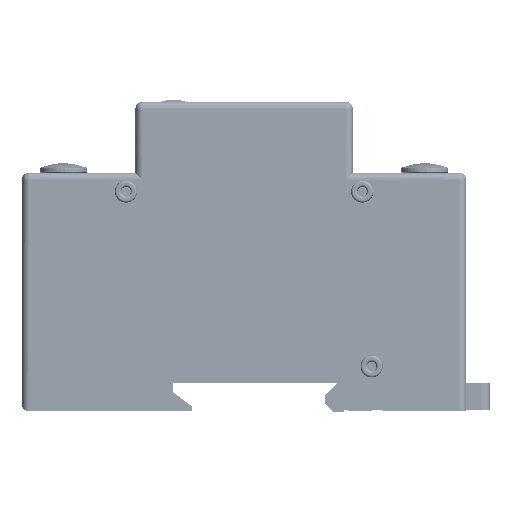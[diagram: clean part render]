
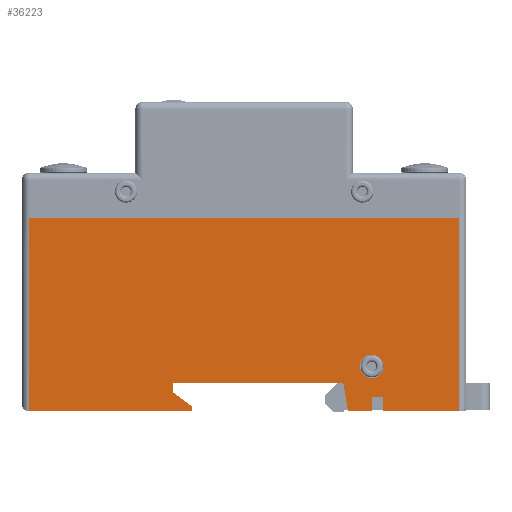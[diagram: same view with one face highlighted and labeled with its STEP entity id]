
A CAD part, front view. The second image highlights one B-rep face of the part: STEP entity #36223.
In plain terms, the highlighted planar face has unit normal (0, -1, 0).
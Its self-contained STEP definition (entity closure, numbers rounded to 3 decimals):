
#186 = VECTOR ( 'NONE', #60529, 1000. ) ;
#1658 = CARTESIAN_POINT ( 'NONE',  ( 74., 0., 9.5 ) ) ;
#2696 = CARTESIAN_POINT ( 'NONE',  ( 76.5, 0., 3. ) ) ;
#3174 = CIRCLE ( 'NONE', #12168, 2.5 ) ;
#3226 = EDGE_LOOP ( 'NONE', ( #24000, #71617 ) ) ;
#5236 = CARTESIAN_POINT ( 'NONE',  ( 0., 0., 0. ) ) ;
#5605 = ORIENTED_EDGE ( 'NONE', *, *, #7768, .T. ) ;
#6046 = CARTESIAN_POINT ( 'NONE',  ( 76.5, 0., 3. ) ) ;
#7396 = AXIS2_PLACEMENT_3D ( 'NONE', #65366, #58995, #22733 ) ;
#7768 = EDGE_CURVE ( 'NONE', #65729, #33912, #45486, .T. ) ;
#7883 = DIRECTION ( 'NONE',  ( -0.164, 0., 0.986 ) ) ;
#7933 = VECTOR ( 'NONE', #64044, 1000. ) ;
#8038 = VERTEX_POINT ( 'NONE', #6046 ) ;
#8201 = CARTESIAN_POINT ( 'NONE',  ( 36., 0., 1. ) ) ;
#8731 = VECTOR ( 'NONE', #28541, 1000. ) ;
#10117 = EDGE_CURVE ( 'NONE', #70553, #32265, #63963, .T. ) ;
#12168 = AXIS2_PLACEMENT_3D ( 'NONE', #1658, #54081, #13799 ) ;
#13034 = LINE ( 'NONE', #60740, #35690 ) ;
#13799 = DIRECTION ( 'NONE',  ( 0., 0., -1. ) ) ;
#15174 = CARTESIAN_POINT ( 'NONE',  ( 32., 0., 6. ) ) ;
#15206 = LINE ( 'NONE', #30766, #53980 ) ;
#15524 = EDGE_LOOP ( 'NONE', ( #30578, #23125, #41222, #5605, #53380, #69167, #36882, #19639, #30871, #69192, #69959, #36545, #35101, #34123 ) ) ;
#16035 = VERTEX_POINT ( 'NONE', #20579 ) ;
#16448 = DIRECTION ( 'NONE',  ( 0., 0., -1. ) ) ;
#16587 = EDGE_CURVE ( 'NONE', #43630, #23370, #52325, .T. ) ;
#16803 = CARTESIAN_POINT ( 'NONE',  ( 92.5, 0., 41. ) ) ;
#16853 = VECTOR ( 'NONE', #47557, 1000. ) ;
#17268 = LINE ( 'NONE', #76844, #8731 ) ;
#17451 = EDGE_CURVE ( 'NONE', #73438, #40920, #20837, .T. ) ;
#18114 = VECTOR ( 'NONE', #27501, 1000. ) ;
#18715 = VERTEX_POINT ( 'NONE', #41103 ) ;
#19639 = ORIENTED_EDGE ( 'NONE', *, *, #37811, .F. ) ;
#19774 = EDGE_CURVE ( 'NONE', #8038, #43630, #77355, .T. ) ;
#20579 = CARTESIAN_POINT ( 'NONE',  ( 32., 0., 4. ) ) ;
#20837 = LINE ( 'NONE', #15174, #60632 ) ;
#22042 = CARTESIAN_POINT ( 'NONE',  ( 68., 0., 6. ) ) ;
#22506 = CARTESIAN_POINT ( 'NONE',  ( 36., 0., 0. ) ) ;
#22733 = DIRECTION ( 'NONE',  ( 0., 0., -1. ) ) ;
#23125 = ORIENTED_EDGE ( 'NONE', *, *, #10117, .T. ) ;
#23370 = VERTEX_POINT ( 'NONE', #72777 ) ;
#23447 = EDGE_CURVE ( 'NONE', #25366, #73438, #69347, .T. ) ;
#23516 = VECTOR ( 'NONE', #16448, 1000. ) ;
#24000 = ORIENTED_EDGE ( 'NONE', *, *, #56801, .F. ) ;
#25366 = VERTEX_POINT ( 'NONE', #26296 ) ;
#26296 = CARTESIAN_POINT ( 'NONE',  ( 69., 0., 0. ) ) ;
#26689 = FACE_OUTER_BOUND ( 'NONE', #15524, .T. ) ;
#27295 = LINE ( 'NONE', #52720, #23516 ) ;
#27501 = DIRECTION ( 'NONE',  ( 0., 0., -1. ) ) ;
#28541 = DIRECTION ( 'NONE',  ( 0.8, 0., -0.6 ) ) ;
#29287 = CARTESIAN_POINT ( 'NONE',  ( 74., 0., 3. ) ) ;
#30578 = ORIENTED_EDGE ( 'NONE', *, *, #74516, .T. ) ;
#30766 = CARTESIAN_POINT ( 'NONE',  ( 0., 0., 41. ) ) ;
#30871 = ORIENTED_EDGE ( 'NONE', *, *, #17451, .F. ) ;
#31155 = EDGE_CURVE ( 'NONE', #59323, #73607, #68367, .T. ) ;
#31700 = VECTOR ( 'NONE', #64949, 1000. ) ;
#32265 = VERTEX_POINT ( 'NONE', #34463 ) ;
#33912 = VERTEX_POINT ( 'NONE', #40405 ) ;
#34123 = ORIENTED_EDGE ( 'NONE', *, *, #51169, .T. ) ;
#34398 = LINE ( 'NONE', #2696, #7933 ) ;
#34463 = CARTESIAN_POINT ( 'NONE',  ( 92.5, 0., 41. ) ) ;
#34637 = DIRECTION ( 'NONE',  ( 0., 0., -1. ) ) ;
#35101 = ORIENTED_EDGE ( 'NONE', *, *, #19774, .F. ) ;
#35690 = VECTOR ( 'NONE', #66319, 1000. ) ;
#36154 = EDGE_CURVE ( 'NONE', #16035, #59323, #17268, .T. ) ;
#36223 = ADVANCED_FACE ( 'NONE', ( #26689, #66455 ), #71748, .F. ) ;
#36239 = VERTEX_POINT ( 'NONE', #77354 ) ;
#36501 = VECTOR ( 'NONE', #50487, 1000. ) ;
#36545 = ORIENTED_EDGE ( 'NONE', *, *, #16587, .F. ) ;
#36882 = ORIENTED_EDGE ( 'NONE', *, *, #36154, .F. ) ;
#37811 = EDGE_CURVE ( 'NONE', #40920, #16035, #27295, .T. ) ;
#37849 = DIRECTION ( 'NONE',  ( 1., 0., 0. ) ) ;
#40405 = CARTESIAN_POINT ( 'NONE',  ( 1.5, 0., 0. ) ) ;
#40920 = VERTEX_POINT ( 'NONE', #62917 ) ;
#41103 = CARTESIAN_POINT ( 'NONE',  ( 74., 0., 12. ) ) ;
#41222 = ORIENTED_EDGE ( 'NONE', *, *, #47659, .F. ) ;
#41490 = CARTESIAN_POINT ( 'NONE',  ( 0., 0., 41. ) ) ;
#41614 = LINE ( 'NONE', #68620, #64375 ) ;
#43630 = VERTEX_POINT ( 'NONE', #54724 ) ;
#44788 = CARTESIAN_POINT ( 'NONE',  ( 1.5, 0., 41. ) ) ;
#45486 = LINE ( 'NONE', #46075, #18114 ) ;
#46075 = CARTESIAN_POINT ( 'NONE',  ( 1.5, 0., 41. ) ) ;
#46989 = EDGE_CURVE ( 'NONE', #18715, #36239, #57299, .T. ) ;
#47557 = DIRECTION ( 'NONE',  ( 1., 0., 0. ) ) ;
#47659 = EDGE_CURVE ( 'NONE', #65729, #32265, #15206, .T. ) ;
#48103 = AXIS2_PLACEMENT_3D ( 'NONE', #41490, #65114, #71489 ) ;
#48517 = VECTOR ( 'NONE', #7883, 1000. ) ;
#48670 = CARTESIAN_POINT ( 'NONE',  ( 76.5, 0., 0. ) ) ;
#49043 = LINE ( 'NONE', #5236, #16853 ) ;
#50487 = DIRECTION ( 'NONE',  ( -1., 0., 0. ) ) ;
#51169 = EDGE_CURVE ( 'NONE', #8038, #55648, #34398, .T. ) ;
#52325 = LINE ( 'NONE', #29287, #186 ) ;
#52720 = CARTESIAN_POINT ( 'NONE',  ( 32., 0., 4. ) ) ;
#53380 = ORIENTED_EDGE ( 'NONE', *, *, #74711, .T. ) ;
#53980 = VECTOR ( 'NONE', #73194, 1000. ) ;
#54081 = DIRECTION ( 'NONE',  ( 0., -1., 0. ) ) ;
#54724 = CARTESIAN_POINT ( 'NONE',  ( 74., 0., 3. ) ) ;
#55648 = VERTEX_POINT ( 'NONE', #48670 ) ;
#56801 = EDGE_CURVE ( 'NONE', #36239, #18715, #3174, .T. ) ;
#57299 = CIRCLE ( 'NONE', #7396, 2.5 ) ;
#58995 = DIRECTION ( 'NONE',  ( 0., -1., 0. ) ) ;
#59323 = VERTEX_POINT ( 'NONE', #8201 ) ;
#60529 = DIRECTION ( 'NONE',  ( 0., 0., -1. ) ) ;
#60632 = VECTOR ( 'NONE', #75852, 1000. ) ;
#60740 = CARTESIAN_POINT ( 'NONE',  ( 0., 0., 0. ) ) ;
#62917 = CARTESIAN_POINT ( 'NONE',  ( 32., 0., 6. ) ) ;
#63963 = LINE ( 'NONE', #16803, #31700 ) ;
#64044 = DIRECTION ( 'NONE',  ( 0., 0., -1. ) ) ;
#64194 = EDGE_CURVE ( 'NONE', #25366, #23370, #41614, .T. ) ;
#64375 = VECTOR ( 'NONE', #37849, 1000. ) ;
#64949 = DIRECTION ( 'NONE',  ( 0., 0., 1. ) ) ;
#65114 = DIRECTION ( 'NONE',  ( 0., 1., 0. ) ) ;
#65366 = CARTESIAN_POINT ( 'NONE',  ( 74., 0., 9.5 ) ) ;
#65729 = VERTEX_POINT ( 'NONE', #44788 ) ;
#66319 = DIRECTION ( 'NONE',  ( 1., 0., 0. ) ) ;
#66455 = FACE_BOUND ( 'NONE', #3226, .T. ) ;
#66759 = CARTESIAN_POINT ( 'NONE',  ( 92.5, 0., 0. ) ) ;
#68230 = CARTESIAN_POINT ( 'NONE',  ( 74., 0., 3. ) ) ;
#68367 = LINE ( 'NONE', #22506, #72164 ) ;
#68620 = CARTESIAN_POINT ( 'NONE',  ( 0., 0., 0. ) ) ;
#69167 = ORIENTED_EDGE ( 'NONE', *, *, #31155, .F. ) ;
#69192 = ORIENTED_EDGE ( 'NONE', *, *, #23447, .F. ) ;
#69347 = LINE ( 'NONE', #73543, #48517 ) ;
#69959 = ORIENTED_EDGE ( 'NONE', *, *, #64194, .T. ) ;
#70553 = VERTEX_POINT ( 'NONE', #66759 ) ;
#71489 = DIRECTION ( 'NONE',  ( 1., 0., 0. ) ) ;
#71617 = ORIENTED_EDGE ( 'NONE', *, *, #46989, .F. ) ;
#71748 = PLANE ( 'NONE',  #48103 ) ;
#72164 = VECTOR ( 'NONE', #34637, 1000. ) ;
#72777 = CARTESIAN_POINT ( 'NONE',  ( 74., 0., 0. ) ) ;
#73194 = DIRECTION ( 'NONE',  ( 1., 0., 0. ) ) ;
#73393 = CARTESIAN_POINT ( 'NONE',  ( 36., 0., 0. ) ) ;
#73438 = VERTEX_POINT ( 'NONE', #22042 ) ;
#73543 = CARTESIAN_POINT ( 'NONE',  ( 68., 0., 6. ) ) ;
#73607 = VERTEX_POINT ( 'NONE', #73393 ) ;
#74516 = EDGE_CURVE ( 'NONE', #55648, #70553, #49043, .T. ) ;
#74711 = EDGE_CURVE ( 'NONE', #33912, #73607, #13034, .T. ) ;
#75852 = DIRECTION ( 'NONE',  ( -1., 0., 0. ) ) ;
#76844 = CARTESIAN_POINT ( 'NONE',  ( 36., 0., 1. ) ) ;
#77354 = CARTESIAN_POINT ( 'NONE',  ( 74., 0., 7. ) ) ;
#77355 = LINE ( 'NONE', #68230, #36501 ) ;
